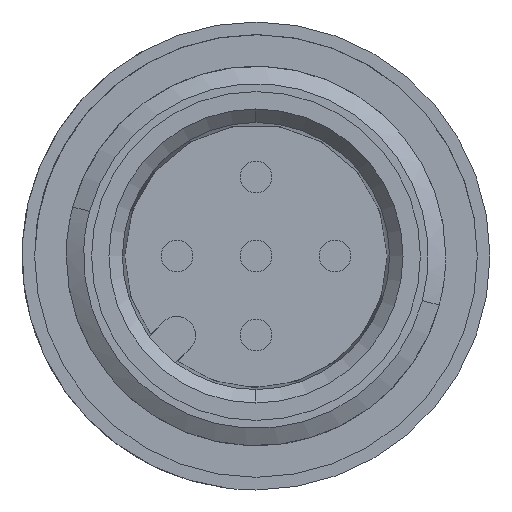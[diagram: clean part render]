
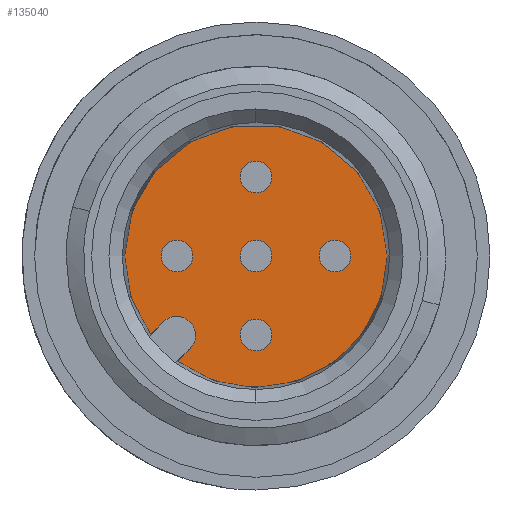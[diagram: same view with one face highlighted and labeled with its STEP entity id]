
A CAD part, left-side view. The second image highlights one B-rep face of the part: STEP entity #135040.
In plain terms, the highlighted face is planar.
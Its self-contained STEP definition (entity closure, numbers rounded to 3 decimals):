
#100930=CARTESIAN_POINT('',(20.819,33.275,221.9));
#100940=VERTEX_POINT('',#100930);
#101020=CARTESIAN_POINT('',(20.111,33.982,221.9));
#101030=VERTEX_POINT('',#101020);
#101060=CARTESIAN_POINT('',(20.465,33.628,221.9));
#101070=DIRECTION('',(0.,0.,1.));
#101080=DIRECTION('',(-0.707,0.707,
0.));
#101090=AXIS2_PLACEMENT_3D('',#101060,#101070,#101080);
#101100=CIRCLE('',#101090,0.5);
#101110=EDGE_CURVE('',#100940,#101030,#101100,.T.);
#132040=CARTESIAN_POINT('',(66.122,34.229,221.9));
#132050=DIRECTION('',(1.,0.,
0.));
#132060=VECTOR('',#132050,1.);
#132070=LINE('',#132040,#132060);
#132080=CARTESIAN_POINT('',(24.015,34.228,221.9));
#132090=VERTEX_POINT('',#132080);
#132100=CARTESIAN_POINT('',(24.571,34.228,221.9));
#132110=VERTEX_POINT('',#132100);
#132120=EDGE_CURVE('',#132090,#132110,#132070,.T.);
#133120=CARTESIAN_POINT('',(64.922,33.029,221.9));
#133130=DIRECTION('',(-1.,0.,
0.));
#133140=VECTOR('',#133130,1.);
#133150=LINE('',#133120,#133140);
#133160=CARTESIAN_POINT('',(24.571,33.028,221.9));
#133170=VERTEX_POINT('',#133160);
#133180=CARTESIAN_POINT('',(24.015,33.028,221.9));
#133190=VERTEX_POINT('',#133180);
#133200=EDGE_CURVE('',#133170,#133190,#133150,.T.);
#133660=CARTESIAN_POINT('',(23.399,30.694,221.9));
#133670=VERTEX_POINT('',#133660);
#133700=CARTESIAN_POINT('',(20.465,33.628,221.9));
#133710=DIRECTION('',(0.,0.,1.));
#133720=DIRECTION('',(-0.707,0.707,
0.));
#133730=AXIS2_PLACEMENT_3D('',#133700,#133710,#133720);
#133740=CIRCLE('',#133730,4.15);
#133750=EDGE_CURVE('',#133670,#133170,#133740,.T.);
#133930=CARTESIAN_POINT('',(24.015,33.628,221.9));
#133940=DIRECTION('',(0.,0.,1.));
#133950=DIRECTION('',(-0.707,0.707,
0.));
#133960=AXIS2_PLACEMENT_3D('',#133930,#133940,#133950);
#133970=CIRCLE('',#133960,0.6);
#133980=CARTESIAN_POINT('',(23.591,34.052,221.9));
#133990=VERTEX_POINT('',#133980);
#134000=EDGE_CURVE('',#133990,#133190,#133970,.T.);
#134200=CARTESIAN_POINT('',(19.263,32.426,221.9));
#134210=DIRECTION('',(0.,0.,1.));
#134220=DIRECTION('',(0.707,0.707,
0.));
#134230=AXIS2_PLACEMENT_3D('',#134200,#134210,#134220);
#134240=PLANE('',#134230);
#134250=CARTESIAN_POINT('',(18.697,35.396,221.9));
#134260=DIRECTION('',(0.,0.,1.));
#134270=DIRECTION('',(-0.707,-0.707,0.));
#134280=AXIS2_PLACEMENT_3D('',#134250,#134260,#134270);
#134290=CIRCLE('',#134280,0.5);
#134300=CARTESIAN_POINT('',(18.344,35.042,221.9));
#134310=VERTEX_POINT('',#134300);
#134320=CARTESIAN_POINT('',(19.051,35.749,221.9));
#134330=VERTEX_POINT('',#134320);
#134340=EDGE_CURVE('',#134310,#134330,#134290,.T.);
#134350=ORIENTED_EDGE('',*,*,#134340,.F.);
#134360=EDGE_CURVE('',#134330,#134310,#134290,.T.);
#134370=ORIENTED_EDGE('',*,*,#134360,.F.);
#134380=EDGE_LOOP('',(#134370,#134350));
#134390=FACE_BOUND('',#134380,.T.);
#134400=CARTESIAN_POINT('',(18.697,31.86,221.9));
#134410=DIRECTION('',(0.,0.,1.));
#134420=DIRECTION('',(-0.707,-0.707,0.));
#134430=AXIS2_PLACEMENT_3D('',#134400,#134410,#134420);
#134440=CIRCLE('',#134430,0.5);
#134450=CARTESIAN_POINT('',(18.344,31.507,221.9));
#134460=VERTEX_POINT('',#134450);
#134470=CARTESIAN_POINT('',(19.051,32.214,221.9));
#134480=VERTEX_POINT('',#134470);
#134490=EDGE_CURVE('',#134460,#134480,#134440,.T.);
#134500=ORIENTED_EDGE('',*,*,#134490,.F.);
#134510=EDGE_CURVE('',#134480,#134460,#134440,.T.);
#134520=ORIENTED_EDGE('',*,*,#134510,.F.);
#134530=EDGE_LOOP('',(#134520,#134500));
#134540=FACE_BOUND('',#134530,.T.);
#134550=CARTESIAN_POINT('',(17.53,36.563,221.9));
#134560=VERTEX_POINT('',#134550);
#134570=EDGE_CURVE('',#134560,#133670,#133740,.T.);
#134580=ORIENTED_EDGE('',*,*,#134570,.T.);
#134590=EDGE_CURVE('',#132110,#134560,#133740,.T.);
#134600=ORIENTED_EDGE('',*,*,#134590,.T.);
#134610=ORIENTED_EDGE('',*,*,#132120,.T.);
#134620=EDGE_CURVE('',#132090,#133990,#133970,.T.);
#134630=ORIENTED_EDGE('',*,*,#134620,.F.);
#134640=ORIENTED_EDGE('',*,*,#134000,.F.);
#134650=ORIENTED_EDGE('',*,*,#133200,.T.);
#134660=ORIENTED_EDGE('',*,*,#133750,.T.);
#134670=EDGE_LOOP('',(#134660,#134650,#134640,#134630,#134610,#134600,
#134580));
#134680=FACE_OUTER_BOUND('',#134670,.T.);
#134690=CARTESIAN_POINT('',(22.233,35.396,221.9));
#134700=DIRECTION('',(0.,0.,1.));
#134710=DIRECTION('',(-0.707,-0.707,0.));
#134720=AXIS2_PLACEMENT_3D('',#134690,#134700,#134710);
#134730=CIRCLE('',#134720,0.5);
#134740=CARTESIAN_POINT('',(21.879,35.042,221.9));
#134750=VERTEX_POINT('',#134740);
#134760=CARTESIAN_POINT('',(22.586,35.749,221.9));
#134770=VERTEX_POINT('',#134760);
#134780=EDGE_CURVE('',#134750,#134770,#134730,.T.);
#134790=ORIENTED_EDGE('',*,*,#134780,.F.);
#134800=EDGE_CURVE('',#134770,#134750,#134730,.T.);
#134810=ORIENTED_EDGE('',*,*,#134800,.F.);
#134820=EDGE_LOOP('',(#134810,#134790));
#134830=FACE_BOUND('',#134820,.T.);
#134840=CARTESIAN_POINT('',(22.233,31.86,221.9));
#134850=DIRECTION('',(0.,0.,1.));
#134860=DIRECTION('',(-0.707,-0.707,0.));
#134870=AXIS2_PLACEMENT_3D('',#134840,#134850,#134860);
#134880=CIRCLE('',#134870,0.5);
#134890=CARTESIAN_POINT('',(21.879,31.507,221.9));
#134900=VERTEX_POINT('',#134890);
#134910=CARTESIAN_POINT('',(22.586,32.214,221.9));
#134920=VERTEX_POINT('',#134910);
#134930=EDGE_CURVE('',#134900,#134920,#134880,.T.);
#134940=ORIENTED_EDGE('',*,*,#134930,.F.);
#134950=EDGE_CURVE('',#134920,#134900,#134880,.T.);
#134960=ORIENTED_EDGE('',*,*,#134950,.F.);
#134970=EDGE_LOOP('',(#134960,#134940));
#134980=FACE_BOUND('',#134970,.T.);
#134990=EDGE_CURVE('',#101030,#100940,#101100,.T.);
#135000=ORIENTED_EDGE('',*,*,#134990,.F.);
#135010=ORIENTED_EDGE('',*,*,#101110,.F.);
#135020=EDGE_LOOP('',(#135010,#135000));
#135030=FACE_BOUND('',#135020,.T.);
#135040=ADVANCED_FACE('',(#134390,#134540,#134680,#134830,#134980,
#135030),#134240,.T.);
